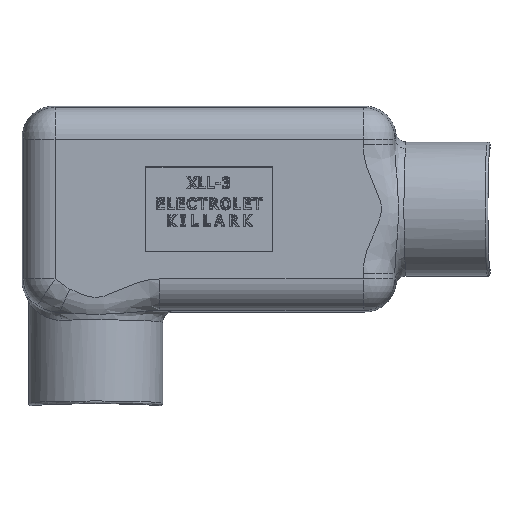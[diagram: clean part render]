
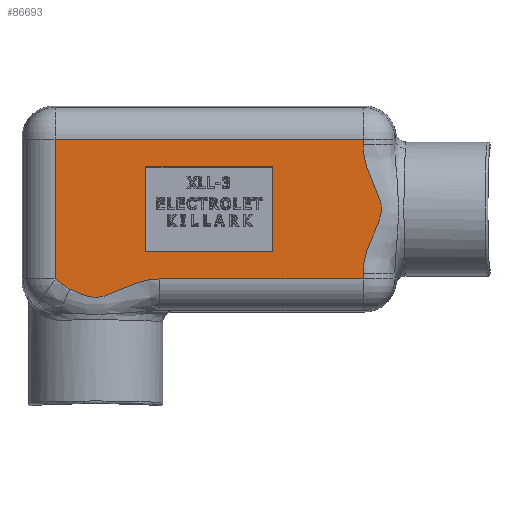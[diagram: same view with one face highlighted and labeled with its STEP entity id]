
A CAD part, front view. The second image highlights one B-rep face of the part: STEP entity #86693.
In plain terms, the highlighted planar face has unit normal (0, -1, 0).
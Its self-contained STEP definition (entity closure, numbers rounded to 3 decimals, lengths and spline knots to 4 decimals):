
#2086=B_SPLINE_CURVE_WITH_KNOTS('',3,(#117671,#117672,#117673,#117674,#117675,
#117676,#117677,#117678,#117679,#117680,#117681,#117682,#117683,#117684,
#117685),.UNSPECIFIED.,.F.,.F.,(4,1,1,1,1,1,1,1,1,1,1,1,4),(-4.0653,
-3.4846,-2.9038,-2.6134,-2.323,
-2.1294,-1.9359,-1.7423,-1.6455,
-1.5487,-1.1615,-0.5808,0.),
 .UNSPECIFIED.);
#2088=B_SPLINE_CURVE_WITH_KNOTS('',3,(#117794,#117795,#117796,#117797,#117798,
#117799,#117800,#117801,#117802,#117803,#117804,#117805),.UNSPECIFIED.,
 .F.,.F.,(4,1,1,1,1,1,1,1,1,4),(-2.8557,-2.4478,-2.0398,
-1.6318,-1.2239,-1.0199,-0.8159,
-0.6119,-0.408,0.),.UNSPECIFIED.);
#2090=B_SPLINE_CURVE_WITH_KNOTS('',3,(#117879,#117880,#117881,#117882,#117883,
#117884,#117885,#117886,#117887),.UNSPECIFIED.,.F.,.F.,(4,1,1,1,1,1,4),
(-0.541,-0.5217,-0.5024,-0.4637,
-0.3864,-0.2319,0.),.UNSPECIFIED.);
#5753=FACE_BOUND('',#14498,.T.);
#6295=PLANE('',#91821);
#9503=FACE_OUTER_BOUND('',#14497,.T.);
#14497=EDGE_LOOP('',(#60316,#60317,#60318,#60319,#60320,#60321,#60322,#60323));
#14498=EDGE_LOOP('',(#60324,#60325,#60326,#60327));
#19885=LINE('',#117568,#27962);
#19886=LINE('',#117574,#27963);
#19888=LINE('',#117704,#27965);
#19891=LINE('',#117713,#27968);
#19892=LINE('',#117823,#27969);
#19897=LINE('',#118057,#27974);
#19898=LINE('',#118059,#27975);
#19899=LINE('',#118061,#27976);
#19900=LINE('',#118062,#27977);
#27962=VECTOR('',#96709,0.3937);
#27963=VECTOR('',#96714,0.3937);
#27965=VECTOR('',#96724,0.3937);
#27968=VECTOR('',#96733,0.3937);
#27969=VECTOR('',#96748,0.3937);
#27974=VECTOR('',#96787,0.3937);
#27975=VECTOR('',#96788,0.3937);
#27976=VECTOR('',#96789,0.3937);
#27977=VECTOR('',#96790,0.3937);
#37643=VERTEX_POINT('',#117561);
#37646=VERTEX_POINT('',#117566);
#37648=VERTEX_POINT('',#117571);
#37649=VERTEX_POINT('',#117573);
#37652=VERTEX_POINT('',#117669);
#37656=VERTEX_POINT('',#117711);
#37659=VERTEX_POINT('',#117791);
#37660=VERTEX_POINT('',#117793);
#37665=VERTEX_POINT('',#118055);
#37666=VERTEX_POINT('',#118056);
#37667=VERTEX_POINT('',#118058);
#37668=VERTEX_POINT('',#118060);
#46624=EDGE_CURVE('',#37646,#37643,#19885,.T.);
#46626=EDGE_CURVE('',#37648,#37649,#19886,.T.);
#46630=EDGE_CURVE('',#37652,#37648,#2086,.T.);
#46633=EDGE_CURVE('',#37643,#37652,#19888,.T.);
#46638=EDGE_CURVE('',#37656,#37646,#19891,.T.);
#46642=EDGE_CURVE('',#37659,#37660,#2088,.T.);
#46646=EDGE_CURVE('',#37649,#37659,#19892,.T.);
#46648=EDGE_CURVE('',#37660,#37656,#2090,.T.);
#46664=EDGE_CURVE('',#37665,#37666,#19897,.F.);
#46665=EDGE_CURVE('',#37666,#37667,#19898,.F.);
#46666=EDGE_CURVE('',#37667,#37668,#19899,.F.);
#46667=EDGE_CURVE('',#37668,#37665,#19900,.F.);
#60316=ORIENTED_EDGE('',*,*,#46642,.F.);
#60317=ORIENTED_EDGE('',*,*,#46646,.F.);
#60318=ORIENTED_EDGE('',*,*,#46626,.F.);
#60319=ORIENTED_EDGE('',*,*,#46630,.F.);
#60320=ORIENTED_EDGE('',*,*,#46633,.F.);
#60321=ORIENTED_EDGE('',*,*,#46624,.F.);
#60322=ORIENTED_EDGE('',*,*,#46638,.F.);
#60323=ORIENTED_EDGE('',*,*,#46648,.F.);
#60324=ORIENTED_EDGE('',*,*,#46664,.T.);
#60325=ORIENTED_EDGE('',*,*,#46665,.T.);
#60326=ORIENTED_EDGE('',*,*,#46666,.T.);
#60327=ORIENTED_EDGE('',*,*,#46667,.T.);
#86693=ADVANCED_FACE('',(#9503,#5753),#6295,.F.);
#91821=AXIS2_PLACEMENT_3D('',#118054,#96785,#96786);
#96709=DIRECTION('',(1.,0.,0.));
#96714=DIRECTION('',(0.,0.,-1.));
#96724=DIRECTION('',(0.,0.,-1.));
#96733=DIRECTION('',(0.,0.,1.));
#96748=DIRECTION('',(-1.,0.,0.));
#96785=DIRECTION('center_axis',(0.,1.,0.));
#96786=DIRECTION('ref_axis',(0.,0.,1.));
#96787=DIRECTION('',(1.,0.,0.));
#96788=DIRECTION('',(0.,0.,-1.));
#96789=DIRECTION('',(-1.,0.,0.));
#96790=DIRECTION('',(0.,0.,1.));
#117561=CARTESIAN_POINT('',(1.8308,0.,0.8308));
#117566=CARTESIAN_POINT('',(-1.8308,0.,0.8308));
#117568=CARTESIAN_POINT('',(0.3808,0.,0.8308));
#117571=CARTESIAN_POINT('',(1.8308,0.,-0.7631));
#117573=CARTESIAN_POINT('',(1.8308,0.,-0.8308));
#117574=CARTESIAN_POINT('',(1.8308,0.,-0.2141));
#117669=CARTESIAN_POINT('',(1.8308,0.,0.7631));
#117671=CARTESIAN_POINT('Ctrl Pts',(1.8308,0.,
0.7631));
#117672=CARTESIAN_POINT('Ctrl Pts',(1.8308,0.,
0.6869));
#117673=CARTESIAN_POINT('Ctrl Pts',(1.8549,0.,
0.5349));
#117674=CARTESIAN_POINT('Ctrl Pts',(1.9261,0.,
0.3575));
#117675=CARTESIAN_POINT('Ctrl Pts',(1.9904,0.,
0.2195));
#117676=CARTESIAN_POINT('Ctrl Pts',(2.029,0.,
0.1253));
#117677=CARTESIAN_POINT('Ctrl Pts',(2.0489,0.,
0.0382));
#117678=CARTESIAN_POINT('Ctrl Pts',(2.0489,0.,
-0.0385));
#117679=CARTESIAN_POINT('Ctrl Pts',(2.0347,0.,
-0.1007));
#117680=CARTESIAN_POINT('Ctrl Pts',(2.0184,0.,
-0.1489));
#117681=CARTESIAN_POINT('Ctrl Pts',(1.9905,0.,
-0.22));
#117682=CARTESIAN_POINT('Ctrl Pts',(1.9307,0.,
-0.346));
#117683=CARTESIAN_POINT('Ctrl Pts',(1.855,0.,
-0.5347));
#117684=CARTESIAN_POINT('Ctrl Pts',(1.8308,0.,
-0.6869));
#117685=CARTESIAN_POINT('Ctrl Pts',(1.8308,0.,
-0.7631));
#117704=CARTESIAN_POINT('',(1.8308,0.,-0.2141));
#117711=CARTESIAN_POINT('',(-1.8308,0.,-0.8308));
#117713=CARTESIAN_POINT('',(-1.8308,0.,0.2141));
#117791=CARTESIAN_POINT('',(-0.5854,0.,-0.8308));
#117793=CARTESIAN_POINT('',(-1.6548,0.,-0.9504));
#117794=CARTESIAN_POINT('Ctrl Pts',(-0.5854,0.,
-0.8308));
#117795=CARTESIAN_POINT('Ctrl Pts',(-0.6389,0.,
-0.8308));
#117796=CARTESIAN_POINT('Ctrl Pts',(-0.746,0.,
-0.8427));
#117797=CARTESIAN_POINT('Ctrl Pts',(-0.9004,0.,
-0.8884));
#117798=CARTESIAN_POINT('Ctrl Pts',(-1.0479,0.,
-0.952));
#117799=CARTESIAN_POINT('Ctrl Pts',(-1.169,0.,
-1.0091));
#117800=CARTESIAN_POINT('Ctrl Pts',(-1.2712,0.,
-1.0421));
#117801=CARTESIAN_POINT('Ctrl Pts',(-1.3515,0.,
-1.0516));
#117802=CARTESIAN_POINT('Ctrl Pts',(-1.4316,0.,
-1.0407));
#117803=CARTESIAN_POINT('Ctrl Pts',(-1.5335,0.,
-1.0069));
#117804=CARTESIAN_POINT('Ctrl Pts',(-1.606,0.,
-0.9724));
#117805=CARTESIAN_POINT('Ctrl Pts',(-1.6548,0.,
-0.9504));
#117823=CARTESIAN_POINT('',(-0.3808,0.,-0.8308));
#117879=CARTESIAN_POINT('Ctrl Pts',(-1.6548,0.,
-0.9504));
#117880=CARTESIAN_POINT('Ctrl Pts',(-1.6572,0.,
-0.9494));
#117881=CARTESIAN_POINT('Ctrl Pts',(-1.6617,0.,
-0.9471));
#117882=CARTESIAN_POINT('Ctrl Pts',(-1.6706,0.,
-0.9423));
#117883=CARTESIAN_POINT('Ctrl Pts',(-1.6858,0.,
-0.9331));
#117884=CARTESIAN_POINT('Ctrl Pts',(-1.7152,0.,
-0.9132));
#117885=CARTESIAN_POINT('Ctrl Pts',(-1.7642,0.,
-0.8772));
#117886=CARTESIAN_POINT('Ctrl Pts',(-1.8055,0.,
-0.8477));
#117887=CARTESIAN_POINT('Ctrl Pts',(-1.8308,0.,
-0.8308));
#118054=CARTESIAN_POINT('Origin',(0.,0.,0.));
#118055=CARTESIAN_POINT('',(0.7584,0.,-0.5084));
#118056=CARTESIAN_POINT('',(-0.7584,0.,-0.5084));
#118057=CARTESIAN_POINT('',(0.375,0.,-0.5084));
#118058=CARTESIAN_POINT('',(-0.7584,0.,0.5084));
#118059=CARTESIAN_POINT('',(-0.7584,0.,-0.25));
#118060=CARTESIAN_POINT('',(0.7584,0.,0.5084));
#118061=CARTESIAN_POINT('',(-0.375,0.,0.5084));
#118062=CARTESIAN_POINT('',(0.7584,0.,0.25));
